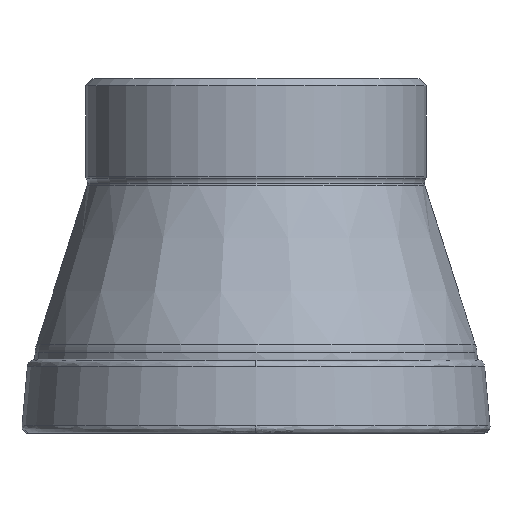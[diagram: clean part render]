
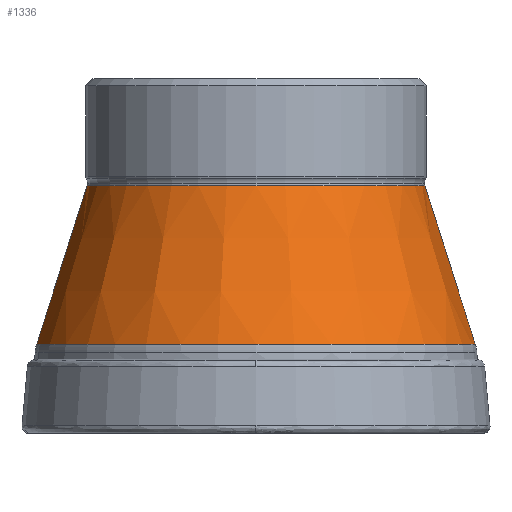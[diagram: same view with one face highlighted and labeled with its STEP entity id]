
A CAD part, front view. The second image highlights one B-rep face of the part: STEP entity #1336.
In plain terms, the highlighted conical face has half-angle 17.636 degrees and reference radius 23.797 mm.
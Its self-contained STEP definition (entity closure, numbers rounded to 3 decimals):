
#66 = CARTESIAN_POINT ( 'NONE',  ( 30.903, 0., -12.567 ) ) ;
#70 = VERTEX_POINT ( 'NONE', #80 ) ;
#80 = CARTESIAN_POINT ( 'NONE',  ( -23.797, 0., -34.919 ) ) ;
#87 = ORIENTED_EDGE ( 'NONE', *, *, #2997, .F. ) ;
#172 = AXIS2_PLACEMENT_3D ( 'NONE', #1903, #2372, #1425 ) ;
#201 = DIRECTION ( 'NONE',  ( 1., 0., 0. ) ) ;
#256 = CARTESIAN_POINT ( 'NONE',  ( 0., 0., -12.567 ) ) ;
#374 = VERTEX_POINT ( 'NONE', #66 ) ;
#382 = DIRECTION ( 'NONE',  ( 0., 0., 1. ) ) ;
#448 = CONICAL_SURFACE ( 'NONE', #2966, 23.797, 0.308 ) ;
#539 = DIRECTION ( 'NONE',  ( 0.303, 0., 0.953 ) ) ;
#568 = DIRECTION ( 'NONE',  ( 1., 0., 0. ) ) ;
#935 = VERTEX_POINT ( 'NONE', #3242 ) ;
#975 = VECTOR ( 'NONE', #539, 1000. ) ;
#983 = EDGE_LOOP ( 'NONE', ( #2962, #987, #87, #1162 ) ) ;
#987 = ORIENTED_EDGE ( 'NONE', *, *, #1083, .T. ) ;
#1083 = EDGE_CURVE ( 'NONE', #70, #1880, #1369, .T. ) ;
#1162 = ORIENTED_EDGE ( 'NONE', *, *, #1501, .F. ) ;
#1283 = FACE_OUTER_BOUND ( 'NONE', #983, .T. ) ;
#1287 = VECTOR ( 'NONE', #2305, 1000. ) ;
#1336 = ADVANCED_FACE ( 'NONE', ( #1283 ), #448, .T. ) ;
#1369 = LINE ( 'NONE', #1933, #1287 ) ;
#1425 = DIRECTION ( 'NONE',  ( 1., 0., 0. ) ) ;
#1501 = EDGE_CURVE ( 'NONE', #935, #374, #2069, .T. ) ;
#1880 = VERTEX_POINT ( 'NONE', #2632 ) ;
#1903 = CARTESIAN_POINT ( 'NONE',  ( 0., 0., -34.919 ) ) ;
#1933 = CARTESIAN_POINT ( 'NONE',  ( -23.797, 0., -34.919 ) ) ;
#2025 = CARTESIAN_POINT ( 'NONE',  ( 0., 0., -34.919 ) ) ;
#2069 = LINE ( 'NONE', #2751, #975 ) ;
#2113 = CIRCLE ( 'NONE', #172, 23.797 ) ;
#2177 = AXIS2_PLACEMENT_3D ( 'NONE', #256, #2602, #568 ) ;
#2305 = DIRECTION ( 'NONE',  ( -0.303, 0., 0.953 ) ) ;
#2372 = DIRECTION ( 'NONE',  ( 0., 0., 1. ) ) ;
#2602 = DIRECTION ( 'NONE',  ( 0., 0., 1. ) ) ;
#2632 = CARTESIAN_POINT ( 'NONE',  ( -30.903, 0., -12.567 ) ) ;
#2744 = CIRCLE ( 'NONE', #2177, 30.903 ) ;
#2751 = CARTESIAN_POINT ( 'NONE',  ( 23.797, 0., -34.919 ) ) ;
#2834 = EDGE_CURVE ( 'NONE', #935, #70, #2113, .T. ) ;
#2962 = ORIENTED_EDGE ( 'NONE', *, *, #2834, .T. ) ;
#2966 = AXIS2_PLACEMENT_3D ( 'NONE', #2025, #382, #201 ) ;
#2997 = EDGE_CURVE ( 'NONE', #374, #1880, #2744, .T. ) ;
#3242 = CARTESIAN_POINT ( 'NONE',  ( 23.797, 0., -34.919 ) ) ;
